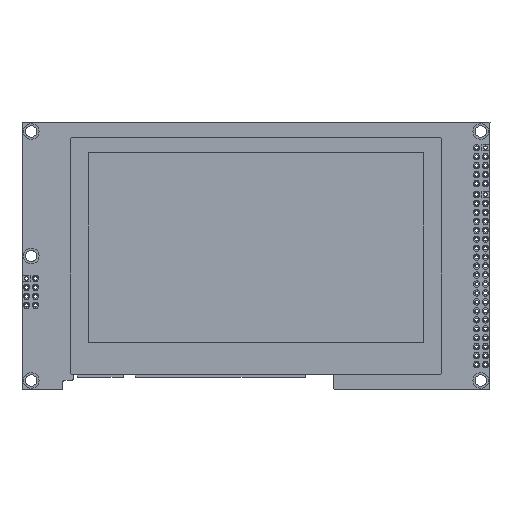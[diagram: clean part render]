
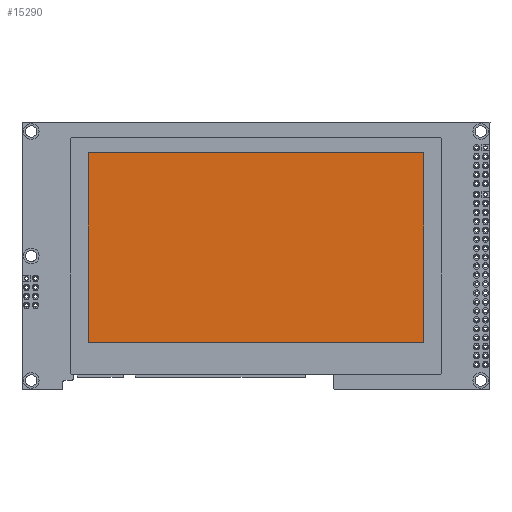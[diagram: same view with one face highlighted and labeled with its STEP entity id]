
A CAD part, top view. The second image highlights one B-rep face of the part: STEP entity #15290.
In plain terms, the highlighted planar face has unit normal (0, 0, 1).
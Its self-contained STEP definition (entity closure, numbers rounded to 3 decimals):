
#3670=DIRECTION('',(0.,1.,0.));
#3671=VECTOR('',#3670,53.86);
#3672=CARTESIAN_POINT('',(47.39,-26.944,4.8));
#3673=LINE('',#3672,#3671);
#3677=DIRECTION('',(1.,0.,0.));
#3678=VECTOR('',#3677,95.04);
#3679=CARTESIAN_POINT('',(-47.65,-26.944,4.8));
#3680=LINE('',#3679,#3678);
#3684=DIRECTION('',(0.,-1.,0.));
#3685=VECTOR('',#3684,53.86);
#3686=CARTESIAN_POINT('',(-47.65,26.916,4.8));
#3687=LINE('',#3686,#3685);
#3691=DIRECTION('',(-1.,0.,0.));
#3692=VECTOR('',#3691,95.04);
#3693=CARTESIAN_POINT('',(47.39,26.916,4.8));
#3694=LINE('',#3693,#3692);
#11127=CARTESIAN_POINT('',(47.39,-26.944,4.8));
#11128=CARTESIAN_POINT('',(47.39,26.916,4.8));
#11129=VERTEX_POINT('',#11127);
#11130=VERTEX_POINT('',#11128);
#11131=CARTESIAN_POINT('',(-47.65,26.916,4.8));
#11132=VERTEX_POINT('',#11131);
#11133=CARTESIAN_POINT('',(-47.65,-26.944,4.8));
#11134=VERTEX_POINT('',#11133);
#15279=CARTESIAN_POINT('',(0.,0.,4.8));
#15280=DIRECTION('',(0.,0.,1.));
#15281=DIRECTION('',(0.,-1.,0.));
#15282=AXIS2_PLACEMENT_3D('',#15279,#15280,#15281);
#15283=PLANE('',#15282);
#15284=ORIENTED_EDGE('',*,*,#15183,.F.);
#15285=ORIENTED_EDGE('',*,*,#15210,.F.);
#15286=ORIENTED_EDGE('',*,*,#15236,.F.);
#15287=ORIENTED_EDGE('',*,*,#15261,.F.);
#15288=EDGE_LOOP('',(#15284,#15285,#15286,#15287));
#15289=FACE_OUTER_BOUND('',#15288,.F.);
#15183=EDGE_CURVE('',#11129,#11130,#3673,.T.);
#15210=EDGE_CURVE('',#11134,#11129,#3680,.T.);
#15236=EDGE_CURVE('',#11132,#11134,#3687,.T.);
#15261=EDGE_CURVE('',#11130,#11132,#3694,.T.);
#15290=ADVANCED_FACE('',(#15289),#15283,.T.);
